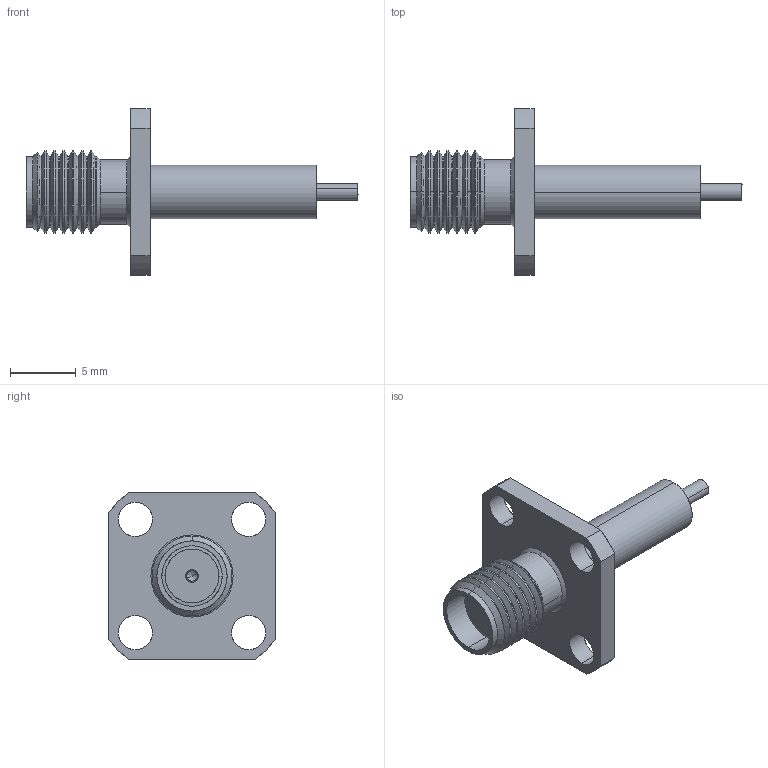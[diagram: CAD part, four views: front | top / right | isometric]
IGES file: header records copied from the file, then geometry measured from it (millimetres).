
Start section: SolidWorks IGES file using analytic representation for surfaces
Global section: file name: R124.414.003A.IGS; native system: SolidWorks 2011; preprocessor: SolidWorks 2011; author: zhang_x; date: 120507.141322; units: millimetre
Bounding box: 25.33 x 12.7 x 12.7 mm (x, y, z)
Surface area: 804.8 mm2 (no closed solid volume)
Topology: 0 solids, 0 shells, 133 faces, 1074 edges, 1072 vertices
Faces by surface type: revolution 108, bspline 25
